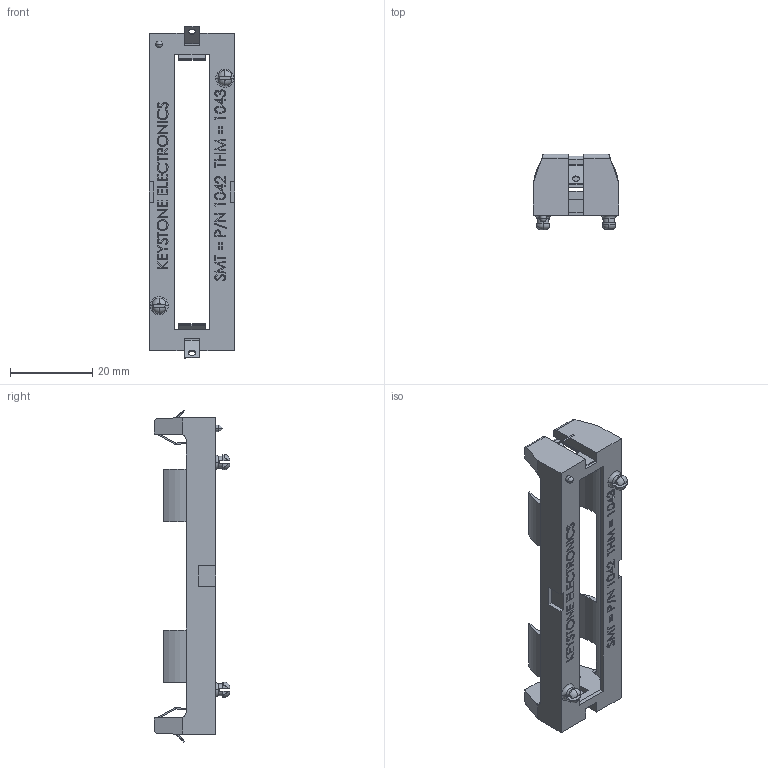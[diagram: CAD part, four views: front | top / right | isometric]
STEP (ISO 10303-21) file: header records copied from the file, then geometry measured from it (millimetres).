
FILE_DESCRIPTION (( 'STEP AP214' ), '1' );
FILE_NAME ('keystone-PN1044.STEP', '2021-02-13T03:41:35', ( '' ), ( '' ), 'SwSTEP 2.0', 'SolidWorks 2018', '' );
FILE_SCHEMA (( 'AUTOMOTIVE_DESIGN' ));
Length unit declared in the file: inch
Products named in the file (1): keystone-PN1044
Bounding box: 20.65 x 18.29 x 80.57 mm (x, y, z)
Volume: 5556 mm3; surface area: 6284.8 mm2
Topology: 3 solids, 3 shells, 689 faces, 1834 edges, 1201 vertices
Faces by surface type: plane 503, bspline 128, cylinder 44, torus 12, sphere 2
Entity records: 28973 total; most frequent: CARTESIAN_POINT 12325, ORIENTED_EDGE 3660, DIRECTION 2802, EDGE_CURVE 1830, LINE 1414, VECTOR 1414, VERTEX_POINT 1199, EDGE_LOOP 751
